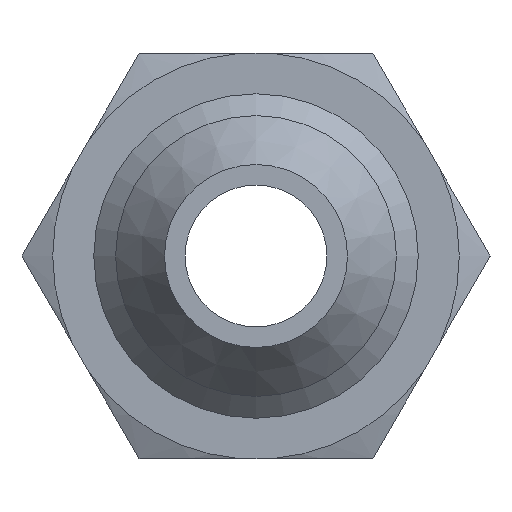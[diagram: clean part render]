
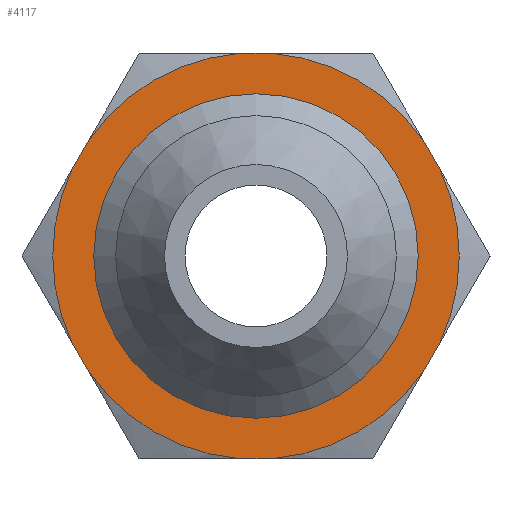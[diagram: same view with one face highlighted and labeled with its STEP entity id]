
A CAD part, left-side view. The second image highlights one B-rep face of the part: STEP entity #4117.
In plain terms, the highlighted planar face has unit normal (-1, 0, 0).
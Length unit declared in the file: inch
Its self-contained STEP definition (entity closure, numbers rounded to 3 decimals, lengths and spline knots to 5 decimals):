
#2952=CARTESIAN_POINT('',(0.0,0.03752,0.4685));
#2953=VERTEX_POINT('',#2952);
#2967=CARTESIAN_POINT('',(0.0,-0.03752,0.4685));
#2968=VERTEX_POINT('',#2967);
#2969=CARTESIAN_POINT('',(0.0,-0.03752,0.4685));
#2970=DIRECTION('',(0.0,1.0,0.0));
#2971=VECTOR('',#2970,0.07504);
#2972=LINE('',#2969,#2971);
#2973=EDGE_CURVE('',#2968,#2953,#2972,.T.);
#3505=CARTESIAN_POINT('',(0.0,0.,0.3285));
#3506=VERTEX_POINT('',#3505);
#3507=CARTESIAN_POINT('',(0.0,0.,0.));
#3508=DIRECTION('',(-1.0,0.0,0.0));
#3509=DIRECTION('',(0.0,0.0,-1.0));
#3510=AXIS2_PLACEMENT_3D('',#3507,#3508,#3509);
#3511=CIRCLE('',#3510,0.3285);
#3512=EDGE_CURVE('',#3506,#3506,#3511,.T.);
#3718=CARTESIAN_POINT('',(0.0,0.38697,-0.26674));
#3719=VERTEX_POINT('',#3718);
#3733=CARTESIAN_POINT('',(0.0,0.03752,-0.4685));
#3734=VERTEX_POINT('',#3733);
#3748=CARTESIAN_POINT('',(0.0,0.0,0.0));
#3749=DIRECTION('',(-1.0,0.0,0.0));
#3750=DIRECTION('',(0.0,1.0,0.0));
#3751=AXIS2_PLACEMENT_3D('',#3748,#3749,#3750);
#3752=CIRCLE('',#3751,0.47);
#3753=EDGE_CURVE('',#3719,#3734,#3752,.T.);
#3763=CARTESIAN_POINT('',(0.0,0.42449,-0.20176));
#3764=VERTEX_POINT('',#3763);
#3780=CARTESIAN_POINT('',(0.0,0.42449,0.20176));
#3781=VERTEX_POINT('',#3780);
#3782=CARTESIAN_POINT('',(0.0,0.0,0.0));
#3783=DIRECTION('',(-1.0,0.0,0.0));
#3784=DIRECTION('',(0.0,1.0,0.0));
#3785=AXIS2_PLACEMENT_3D('',#3782,#3783,#3784);
#3786=CIRCLE('',#3785,0.47);
#3787=EDGE_CURVE('',#3781,#3764,#3786,.T.);
#3810=CARTESIAN_POINT('',(0.0,0.38697,0.26674));
#3811=VERTEX_POINT('',#3810);
#3825=CARTESIAN_POINT('',(0.0,0.0,0.0));
#3826=DIRECTION('',(-1.0,0.0,0.0));
#3827=DIRECTION('',(0.0,1.0,0.0));
#3828=AXIS2_PLACEMENT_3D('',#3825,#3826,#3827);
#3829=CIRCLE('',#3828,0.47);
#3830=EDGE_CURVE('',#2953,#3811,#3829,.T.);
#3842=CARTESIAN_POINT('',(0.0,-0.38697,0.26674));
#3843=VERTEX_POINT('',#3842);
#3844=CARTESIAN_POINT('',(0.0,0.0,0.0));
#3845=DIRECTION('',(-1.0,0.0,0.0));
#3846=DIRECTION('',(0.0,1.0,0.0));
#3847=AXIS2_PLACEMENT_3D('',#3844,#3845,#3846);
#3848=CIRCLE('',#3847,0.47);
#3849=EDGE_CURVE('',#3843,#2968,#3848,.T.);
#3872=CARTESIAN_POINT('',(0.0,-0.42449,0.20176));
#3873=VERTEX_POINT('',#3872);
#3889=CARTESIAN_POINT('',(0.0,-0.42449,-0.20176));
#3890=VERTEX_POINT('',#3889);
#3891=CARTESIAN_POINT('',(0.0,0.0,0.0));
#3892=DIRECTION('',(-1.0,0.0,0.0));
#3893=DIRECTION('',(0.0,1.0,0.0));
#3894=AXIS2_PLACEMENT_3D('',#3891,#3892,#3893);
#3895=CIRCLE('',#3894,0.47);
#3896=EDGE_CURVE('',#3890,#3873,#3895,.T.);
#3919=CARTESIAN_POINT('',(0.0,-0.38697,-0.26674));
#3920=VERTEX_POINT('',#3919);
#3936=CARTESIAN_POINT('',(0.0,-0.03752,-0.4685));
#3937=VERTEX_POINT('',#3936);
#3938=CARTESIAN_POINT('',(0.0,0.0,0.0));
#3939=DIRECTION('',(-1.0,0.0,0.0));
#3940=DIRECTION('',(0.0,1.0,0.0));
#3941=AXIS2_PLACEMENT_3D('',#3938,#3939,#3940);
#3942=CIRCLE('',#3941,0.47);
#3943=EDGE_CURVE('',#3937,#3920,#3942,.T.);
#3974=CARTESIAN_POINT('',(0.0,0.42449,-0.20176));
#3975=DIRECTION('',(0.0,-0.5,-0.866));
#3976=VECTOR('',#3975,0.07504);
#3977=LINE('',#3974,#3976);
#3978=EDGE_CURVE('',#3764,#3719,#3977,.T.);
#4005=CARTESIAN_POINT('',(0.0,0.03752,-0.4685));
#4006=DIRECTION('',(0.0,-1.0,0.0));
#4007=VECTOR('',#4006,0.07504);
#4008=LINE('',#4005,#4007);
#4009=EDGE_CURVE('',#3734,#3937,#4008,.T.);
#4033=CARTESIAN_POINT('',(0.0,-0.38697,-0.26674));
#4034=DIRECTION('',(0.0,-0.5,0.866));
#4035=VECTOR('',#4034,0.07504);
#4036=LINE('',#4033,#4035);
#4037=EDGE_CURVE('',#3920,#3890,#4036,.T.);
#4054=CARTESIAN_POINT('',(0.0,-0.42449,0.20176));
#4055=DIRECTION('',(0.0,0.5,0.866));
#4056=VECTOR('',#4055,0.07504);
#4057=LINE('',#4054,#4056);
#4058=EDGE_CURVE('',#3873,#3843,#4057,.T.);
#4084=CARTESIAN_POINT('',(0.0,0.38697,0.26674));
#4085=DIRECTION('',(0.0,0.5,-0.866));
#4086=VECTOR('',#4085,0.07504);
#4087=LINE('',#4084,#4086);
#4088=EDGE_CURVE('',#3811,#3781,#4087,.T.);
#4095=CARTESIAN_POINT('',(0.0,0.,0.));
#4096=DIRECTION('',(1.0,0.0,0.0));
#4097=DIRECTION('',(0.0,0.0,-1.0));
#4098=AXIS2_PLACEMENT_3D('',#4095,#4096,#4097);
#4099=PLANE('',#4098);
#4100=ORIENTED_EDGE('',*,*,#3943,.T.);
#4101=ORIENTED_EDGE('',*,*,#4037,.T.);
#4102=ORIENTED_EDGE('',*,*,#3896,.T.);
#4103=ORIENTED_EDGE('',*,*,#4058,.T.);
#4104=ORIENTED_EDGE('',*,*,#3849,.T.);
#4105=ORIENTED_EDGE('',*,*,#2973,.T.);
#4106=ORIENTED_EDGE('',*,*,#3830,.T.);
#4107=ORIENTED_EDGE('',*,*,#4088,.T.);
#4108=ORIENTED_EDGE('',*,*,#3787,.T.);
#4109=ORIENTED_EDGE('',*,*,#3978,.T.);
#4110=ORIENTED_EDGE('',*,*,#3753,.T.);
#4111=ORIENTED_EDGE('',*,*,#4009,.T.);
#4112=EDGE_LOOP('',(#4100,#4101,#4102,#4103,#4104,#4105,#4106,#4107,#4108,#4109,#4110,#4111));
#4113=FACE_OUTER_BOUND('',#4112,.T.);
#4114=ORIENTED_EDGE('',*,*,#3512,.F.);
#4115=EDGE_LOOP('',(#4114));
#4116=FACE_BOUND('',#4115,.T.);
#4117=ADVANCED_FACE('',(#4113,#4116),#4099,.F.);
